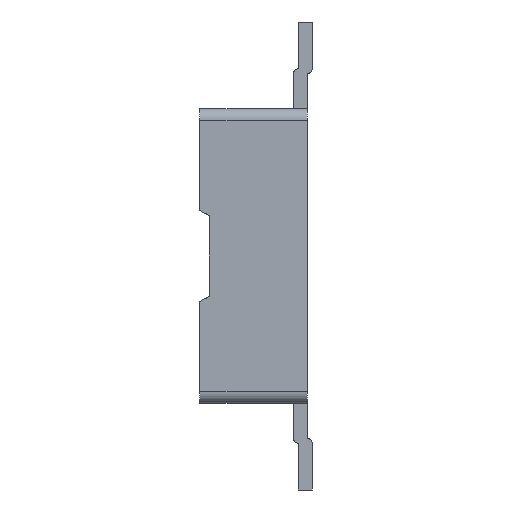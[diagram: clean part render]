
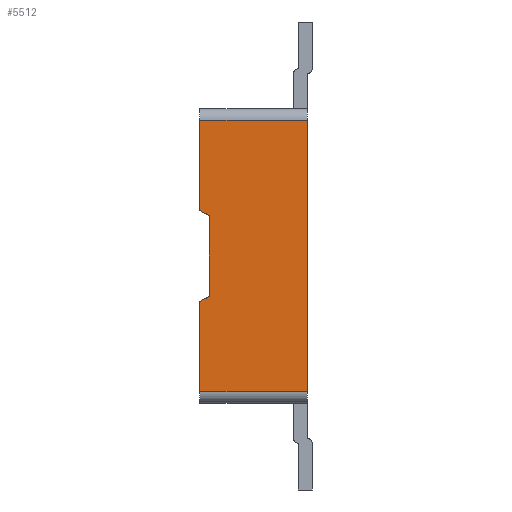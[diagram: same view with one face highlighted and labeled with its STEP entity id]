
A CAD part, left-side view. The second image highlights one B-rep face of the part: STEP entity #5512.
In plain terms, the highlighted planar face has unit normal (-1, 0, 0).
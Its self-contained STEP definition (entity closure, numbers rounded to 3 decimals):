
#1=DIRECTION('',(0.,1.,0.));
#2=VECTOR('',#1,0.46);
#3=CARTESIAN_POINT('',(-3.62,0.,0.58));
#4=LINE('',#3,#2);
#5=DIRECTION('',(0.,0.,-1.));
#6=VECTOR('',#5,1.16);
#7=CARTESIAN_POINT('',(-3.62,0.,0.58));
#8=LINE('',#7,#6);
#9=DIRECTION('',(0.,-1.,0.));
#10=VECTOR('',#9,0.46);
#11=CARTESIAN_POINT('',(-3.62,0.46,-0.58));
#12=LINE('',#11,#10);
#13=DIRECTION('',(0.,0.,1.));
#14=VECTOR('',#13,0.385);
#15=CARTESIAN_POINT('',(-3.62,0.46,-0.58));
#16=LINE('',#15,#14);
#17=DIRECTION('',(0.,-0.866,0.5));
#18=VECTOR('',#17,0.046);
#19=CARTESIAN_POINT('',(-3.62,0.46,-0.195));
#20=LINE('',#19,#18);
#21=DIRECTION('',(0.,0.,1.));
#22=VECTOR('',#21,0.344);
#23=CARTESIAN_POINT('',(-3.62,0.42,-0.172));
#24=LINE('',#23,#22);
#25=DIRECTION('',(0.,0.866,0.5));
#26=VECTOR('',#25,0.046);
#27=CARTESIAN_POINT('',(-3.62,0.42,0.172));
#28=LINE('',#27,#26);
#29=DIRECTION('',(0.,0.,1.));
#30=VECTOR('',#29,0.385);
#31=CARTESIAN_POINT('',(-3.62,0.46,0.195));
#32=LINE('',#31,#30);
#4161=CARTESIAN_POINT('',(-3.62,0.46,-0.195));
#4162=CARTESIAN_POINT('',(-3.62,0.42,-0.172));
#4163=VERTEX_POINT('',#4161);
#4164=VERTEX_POINT('',#4162);
#4165=CARTESIAN_POINT('',(-3.62,0.42,0.172));
#4166=VERTEX_POINT('',#4165);
#4167=CARTESIAN_POINT('',(-3.62,0.46,0.195));
#4168=VERTEX_POINT('',#4167);
#4245=CARTESIAN_POINT('',(-3.62,0.,0.58));
#4246=CARTESIAN_POINT('',(-3.62,0.46,0.58));
#4247=VERTEX_POINT('',#4245);
#4248=VERTEX_POINT('',#4246);
#4253=CARTESIAN_POINT('',(-3.62,0.46,-0.58));
#4254=CARTESIAN_POINT('',(-3.62,0.,-0.58));
#4255=VERTEX_POINT('',#4253);
#4256=VERTEX_POINT('',#4254);
#5489=CARTESIAN_POINT('',(-3.62,0.,0.));
#5490=DIRECTION('',(1.,0.,0.));
#5491=DIRECTION('',(0.,0.,-1.));
#5492=AXIS2_PLACEMENT_3D('',#5489,#5490,#5491);
#5493=PLANE('',#5492);
#5495=ORIENTED_EDGE('',*,*,#5494,.F.);
#5497=ORIENTED_EDGE('',*,*,#5496,.T.);
#5499=ORIENTED_EDGE('',*,*,#5498,.F.);
#5501=ORIENTED_EDGE('',*,*,#5500,.T.);
#5503=ORIENTED_EDGE('',*,*,#5502,.T.);
#5505=ORIENTED_EDGE('',*,*,#5504,.T.);
#5507=ORIENTED_EDGE('',*,*,#5506,.T.);
#5509=ORIENTED_EDGE('',*,*,#5508,.T.);
#5510=EDGE_LOOP('',(#5495,#5497,#5499,#5501,#5503,#5505,#5507,#5509));
#5511=FACE_OUTER_BOUND('',#5510,.F.);
#5512=ADVANCED_FACE('',(#5511),#5493,.F.);
#5494=EDGE_CURVE('',#4247,#4248,#4,.T.);
#5496=EDGE_CURVE('',#4247,#4256,#8,.T.);
#5498=EDGE_CURVE('',#4255,#4256,#12,.T.);
#5500=EDGE_CURVE('',#4255,#4163,#16,.T.);
#5502=EDGE_CURVE('',#4163,#4164,#20,.T.);
#5504=EDGE_CURVE('',#4164,#4166,#24,.T.);
#5506=EDGE_CURVE('',#4166,#4168,#28,.T.);
#5508=EDGE_CURVE('',#4168,#4248,#32,.T.);
